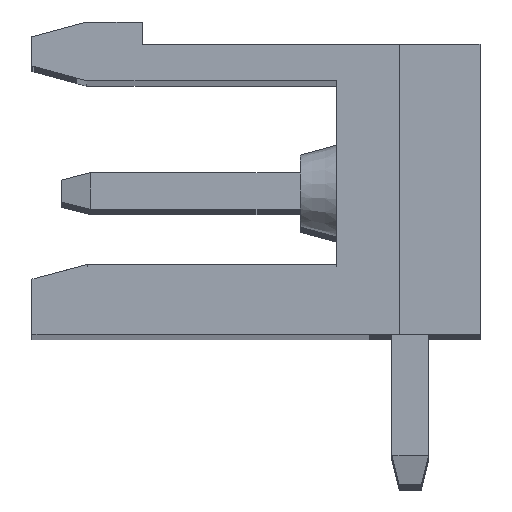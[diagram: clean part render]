
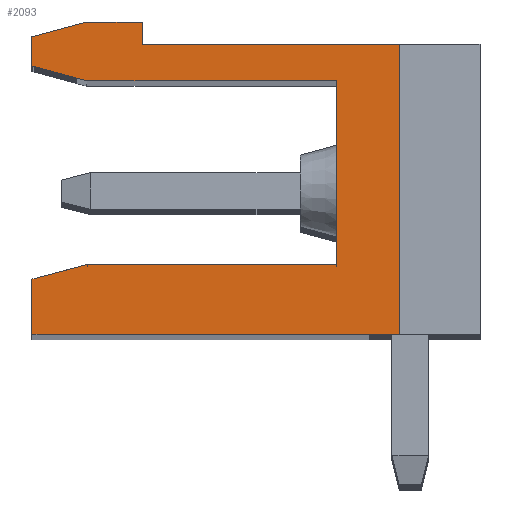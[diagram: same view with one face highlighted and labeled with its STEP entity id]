
A CAD part, top view. The second image highlights one B-rep face of the part: STEP entity #2093.
In plain terms, the highlighted planar face has unit normal (0, 0, 1).
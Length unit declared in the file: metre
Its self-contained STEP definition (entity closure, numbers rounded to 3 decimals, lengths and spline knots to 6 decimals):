
#2093=ADVANCED_FACE('',(#4517),#4518,.F.);
#4517=FACE_OUTER_BOUND('',#7280,.T.);
#4518=PLANE('',#7281);
#7280=EDGE_LOOP('',(#13337,#13338,#13339,#13340,#13341,#13342,#13343,#13344,#13345,#13346,#13347,#13348,#13349));
#7281=AXIS2_PLACEMENT_3D('',#13350,#13351,#13352);
#13337=ORIENTED_EDGE('',*,*,#18442,.T.);
#13338=ORIENTED_EDGE('',*,*,#18444,.T.);
#13339=ORIENTED_EDGE('',*,*,#18445,.T.);
#13340=ORIENTED_EDGE('',*,*,#18446,.T.);
#13341=ORIENTED_EDGE('',*,*,#18447,.T.);
#13342=ORIENTED_EDGE('',*,*,#18448,.T.);
#13343=ORIENTED_EDGE('',*,*,#18449,.T.);
#13344=ORIENTED_EDGE('',*,*,#18450,.F.);
#13345=ORIENTED_EDGE('',*,*,#18451,.F.);
#13346=ORIENTED_EDGE('',*,*,#18452,.F.);
#13347=ORIENTED_EDGE('',*,*,#18453,.F.);
#13348=ORIENTED_EDGE('',*,*,#18454,.F.);
#13349=ORIENTED_EDGE('',*,*,#18455,.T.);
#13350=CARTESIAN_POINT('',(-0.0037,0.0069,1.02824));
#13351=DIRECTION('',(0.0,0.0,-1.0));
#13352=DIRECTION('',(0.0,-1.0,0.0));
#18442=EDGE_CURVE('',#22571,#22646,#22648,.T.);
#18444=EDGE_CURVE('',#22646,#22650,#22651,.T.);
#18445=EDGE_CURVE('',#22650,#22652,#22653,.T.);
#18446=EDGE_CURVE('',#22652,#22654,#22655,.T.);
#18447=EDGE_CURVE('',#22654,#22656,#22657,.T.);
#18448=EDGE_CURVE('',#22656,#22658,#22659,.T.);
#18449=EDGE_CURVE('',#22658,#22660,#22661,.T.);
#18450=EDGE_CURVE('',#22662,#22660,#22663,.T.);
#18451=EDGE_CURVE('',#22664,#22662,#22665,.T.);
#18452=EDGE_CURVE('',#22666,#22664,#22667,.T.);
#18453=EDGE_CURVE('',#22668,#22666,#22669,.T.);
#18454=EDGE_CURVE('',#22670,#22668,#22671,.T.);
#18455=EDGE_CURVE('',#22670,#22571,#22672,.T.);
#22571=VERTEX_POINT('',#28660);
#22646=VERTEX_POINT('',#28777);
#22648=LINE('',#28780,#28781);
#22650=VERTEX_POINT('',#28783);
#22651=LINE('',#28784,#28785);
#22652=VERTEX_POINT('',#28786);
#22653=LINE('',#28787,#28788);
#22654=VERTEX_POINT('',#28789);
#22655=LINE('',#28790,#28791);
#22656=VERTEX_POINT('',#28792);
#22657=LINE('',#28793,#28794);
#22658=VERTEX_POINT('',#28795);
#22659=LINE('',#28796,#28797);
#22660=VERTEX_POINT('',#28798);
#22661=LINE('',#28799,#28800);
#22662=VERTEX_POINT('',#28801);
#22663=LINE('',#28802,#28803);
#22664=VERTEX_POINT('',#28804);
#22665=LINE('',#28805,#28806);
#22666=VERTEX_POINT('',#28807);
#22667=LINE('',#28808,#28809);
#22668=VERTEX_POINT('',#28810);
#22669=LINE('',#28811,#28812);
#22670=VERTEX_POINT('',#28813);
#22671=LINE('',#28814,#28815);
#22672=LINE('',#28816,#28817);
#28660=CARTESIAN_POINT('',(-0.012,0.,1.02824));
#28777=CARTESIAN_POINT('',(-0.002,0.,1.02824));
#28780=CARTESIAN_POINT('',(-0.012,0.,1.02824));
#28781=VECTOR('',#32203,1.0);
#28783=CARTESIAN_POINT('',(-0.002,0.0079,1.02824));
#28784=CARTESIAN_POINT('',(-0.002,0.0079,1.02824));
#28785=VECTOR('',#32204,1.0);
#28786=CARTESIAN_POINT('',(-0.009,0.0079,1.02824));
#28787=CARTESIAN_POINT('',(-0.0022,0.0079,1.02824));
#28788=VECTOR('',#32205,1.0);
#28789=CARTESIAN_POINT('',(-0.009,0.0085,1.02824));
#28790=CARTESIAN_POINT('',(-0.009,0.0081,1.02824));
#28791=VECTOR('',#32206,1.0);
#28792=CARTESIAN_POINT('',(-0.010507,0.0085,1.02824));
#28793=CARTESIAN_POINT('',(-0.009,0.0085,1.02824));
#28794=VECTOR('',#32207,1.0);
#28795=CARTESIAN_POINT('',(-0.012,0.0081,1.02824));
#28796=CARTESIAN_POINT('',(-0.010507,0.0085,1.02824));
#28797=VECTOR('',#32208,1.0);
#28798=CARTESIAN_POINT('',(-0.012,0.0073,1.02824));
#28799=CARTESIAN_POINT('',(-0.012,0.0082,1.02824));
#28800=VECTOR('',#32209,1.0);
#28801=CARTESIAN_POINT('',(-0.010507,0.0069,1.02824));
#28802=CARTESIAN_POINT('',(-0.012,0.0073,1.02824));
#28803=VECTOR('',#32210,1.0);
#28804=CARTESIAN_POINT('',(-0.0037,0.0069,1.02824));
#28805=CARTESIAN_POINT('',(-0.010507,0.0069,1.02824));
#28806=VECTOR('',#32211,1.0);
#28807=CARTESIAN_POINT('',(-0.0037,0.0019,1.02824));
#28808=CARTESIAN_POINT('',(-0.0037,0.0069,1.02824));
#28809=VECTOR('',#32212,1.0);
#28810=CARTESIAN_POINT('',(-0.0105,0.0019,1.02824));
#28811=CARTESIAN_POINT('',(-0.0037,0.0019,1.02824));
#28812=VECTOR('',#32213,1.0);
#28813=CARTESIAN_POINT('',(-0.012,0.001498,1.02824));
#28814=CARTESIAN_POINT('',(-0.0105,0.0019,1.02824));
#28815=VECTOR('',#32214,1.0);
#28816=CARTESIAN_POINT('',(-0.012,0.0082,1.02824));
#28817=VECTOR('',#32215,1.0);
#32203=DIRECTION('',(1.0,0.0,0.0));
#32204=DIRECTION('',(0.0,1.0,0.0));
#32205=DIRECTION('',(-1.0,0.0,0.0));
#32206=DIRECTION('',(0.,1.0,0.0));
#32207=DIRECTION('',(-1.0,0.0,0.0));
#32208=DIRECTION('',(-0.966,-0.259,0.0));
#32209=DIRECTION('',(0.0,-1.0,0.0));
#32210=DIRECTION('',(-0.966,0.259,0.0));
#32211=DIRECTION('',(-1.0,0.0,0.0));
#32212=DIRECTION('',(0.,1.0,0.0));
#32213=DIRECTION('',(1.0,0.0,0.0));
#32214=DIRECTION('',(0.966,0.259,0.0));
#32215=DIRECTION('',(0.0,-1.0,0.0));
